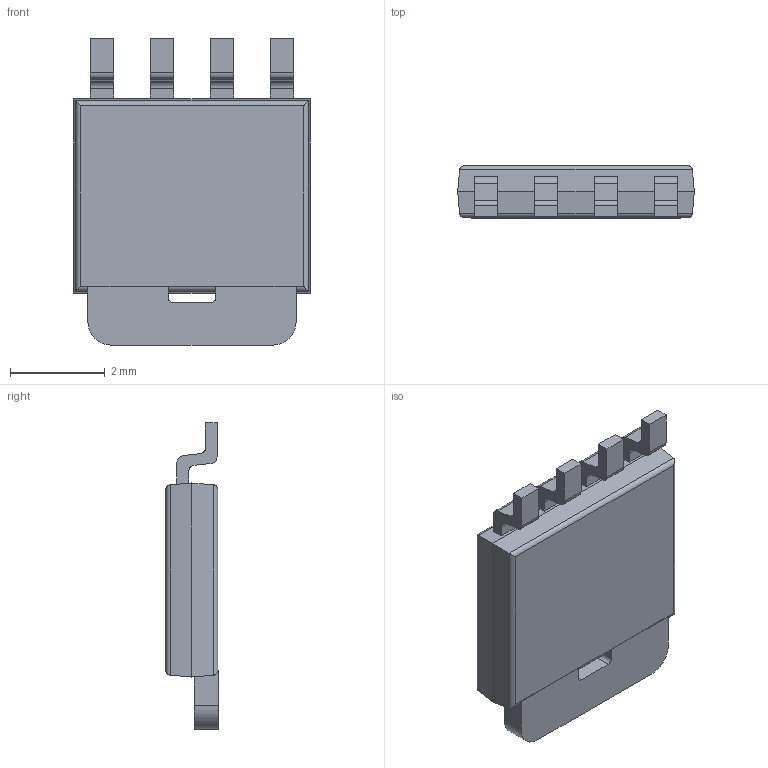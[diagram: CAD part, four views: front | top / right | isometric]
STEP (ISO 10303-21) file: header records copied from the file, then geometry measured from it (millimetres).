
FILE_DESCRIPTION (( 'STEP AP214' ), '1' );
FILE_NAME ('lpak.STEP', '2012-09-22T11:22:26', ( 'Boban' ), ( '' ), 'SwSTEP 2.0', 'SolidWorks 2012', '' );
FILE_SCHEMA (( 'AUTOMOTIVE_DESIGN' ));
Length unit declared in the file: millimetre
Products named in the file (1): lpak
Bounding box: 5 x 1.11 x 6.47 mm (x, y, z)
Volume: 25.1 mm3; surface area: 82.6 mm2
Topology: 1 solids, 1 shells, 139 faces, 368 edges, 240 vertices
Faces by surface type: plane 100, bspline 23, cylinder 16
Entity records: 5425 total; most frequent: CARTESIAN_POINT 1307, ORIENTED_EDGE 736, DIRECTION 564, EDGE_CURVE 368, VECTOR 298, LINE 298, VERTEX_POINT 240, EDGE_LOOP 150
